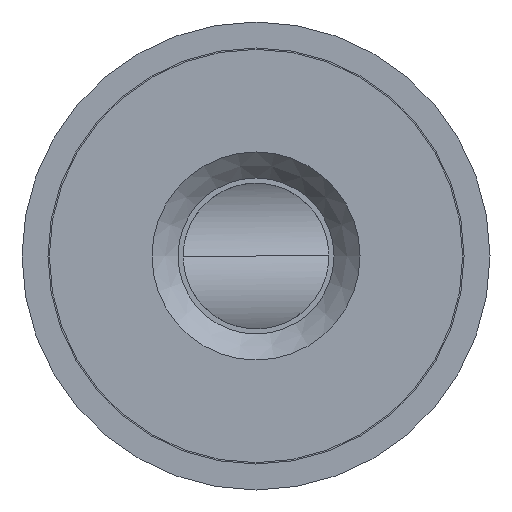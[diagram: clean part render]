
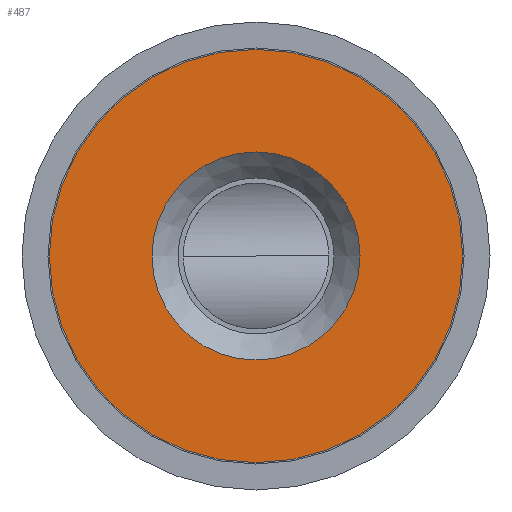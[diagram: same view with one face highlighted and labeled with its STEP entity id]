
A CAD part, front view. The second image highlights one B-rep face of the part: STEP entity #487.
In plain terms, the highlighted planar face has unit normal (0, -1, 0).
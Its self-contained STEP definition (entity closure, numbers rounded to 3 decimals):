
#82=FACE_BOUND('',#132,.T.);
#95=FACE_OUTER_BOUND('',#131,.T.);
#131=EDGE_LOOP('',(#323));
#132=EDGE_LOOP('',(#324));
#175=CIRCLE('',#544,4.);
#179=CIRCLE('',#550,7.95);
#211=VERTEX_POINT('',#782);
#215=VERTEX_POINT('',#794);
#252=EDGE_CURVE('',#211,#211,#175,.T.);
#258=EDGE_CURVE('',#215,#215,#179,.T.);
#323=ORIENTED_EDGE('',*,*,#258,.F.);
#324=ORIENTED_EDGE('',*,*,#252,.F.);
#434=PLANE('',#549);
#487=ADVANCED_FACE('',(#95,#82),#434,.T.);
#544=AXIS2_PLACEMENT_3D('',#783,#621,#622);
#549=AXIS2_PLACEMENT_3D('',#793,#633,#634);
#550=AXIS2_PLACEMENT_3D('',#795,#635,#636);
#621=DIRECTION('center_axis',(0.,-1.,0.));
#622=DIRECTION('ref_axis',(-1.,0.,0.));
#633=DIRECTION('center_axis',(0.,-1.,0.));
#634=DIRECTION('ref_axis',(0.,0.,-1.));
#635=DIRECTION('center_axis',(0.,1.,0.));
#636=DIRECTION('ref_axis',(1.,0.,0.));
#782=CARTESIAN_POINT('',(6.15,-45.42,-5.712));
#783=CARTESIAN_POINT('Origin',(2.15,-45.42,-5.712));
#793=CARTESIAN_POINT('Origin',(7.625,-45.42,-5.712));
#794=CARTESIAN_POINT('',(-5.8,-45.42,-5.712));
#795=CARTESIAN_POINT('Origin',(2.15,-45.42,-5.712));
